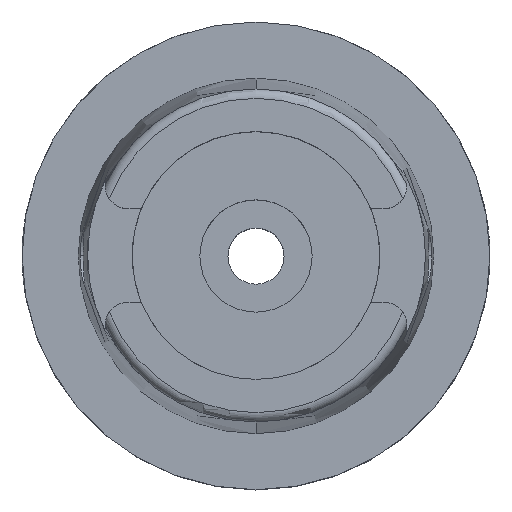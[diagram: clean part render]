
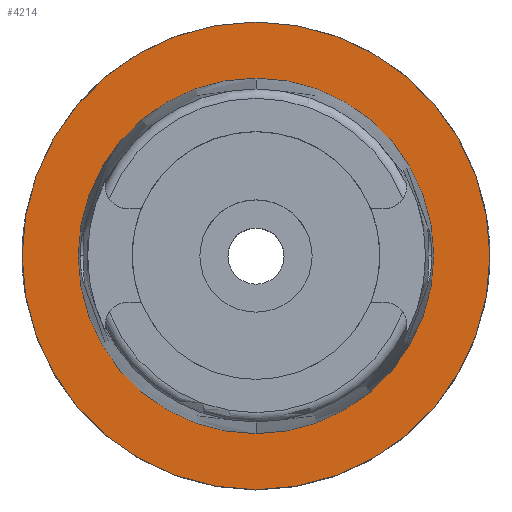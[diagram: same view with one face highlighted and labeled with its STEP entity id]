
A CAD part, top view. The second image highlights one B-rep face of the part: STEP entity #4214.
In plain terms, the highlighted planar face has unit normal (0, 0, 1).
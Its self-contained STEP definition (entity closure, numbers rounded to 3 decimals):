
#1982=CARTESIAN_POINT('',(0.,0.,0.));
#1983=DIRECTION('',(0.,0.,-1.));
#1984=DIRECTION('',(0.,-1.,0.));
#1985=AXIS2_PLACEMENT_3D('',#1982,#1983,#1984);
#1990=CARTESIAN_POINT('',(0.,0.,0.));
#1991=DIRECTION('',(0.,0.,-1.));
#1992=DIRECTION('',(0.,1.,0.));
#1993=AXIS2_PLACEMENT_3D('',#1990,#1991,#1992);
#1998=CARTESIAN_POINT('',(0.,0.,0.));
#1999=DIRECTION('',(0.,0.,1.));
#2000=DIRECTION('',(0.,-1.,0.));
#2001=AXIS2_PLACEMENT_3D('',#1998,#1999,#2000);
#2006=CARTESIAN_POINT('',(0.,0.,0.));
#2007=DIRECTION('',(0.,0.,1.));
#2008=DIRECTION('',(0.,1.,0.));
#2009=AXIS2_PLACEMENT_3D('',#2006,#2007,#2008);
#2470=CARTESIAN_POINT('',(0.,-38.,0.));
#2471=VERTEX_POINT('',#2470);
#2472=CARTESIAN_POINT('',(0.,38.,0.));
#2473=VERTEX_POINT('',#2472);
#2727=CARTESIAN_POINT('',(0.,50.,0.));
#2728=VERTEX_POINT('',#2727);
#2729=CARTESIAN_POINT('',(0.,-50.,0.));
#2730=VERTEX_POINT('',#2729);
#4201=CARTESIAN_POINT('',(0.,0.,0.));
#4202=DIRECTION('',(0.,0.,-1.));
#4203=DIRECTION('',(0.,-1.,0.));
#4204=AXIS2_PLACEMENT_3D('',#4201,#4202,#4203);
#4205=PLANE('',#4204);
#4206=ORIENTED_EDGE('',*,*,#3966,.T.);
#4207=ORIENTED_EDGE('',*,*,#4075,.T.);
#4208=EDGE_LOOP('',(#4206,#4207));
#4209=FACE_OUTER_BOUND('',#4208,.F.);
#4210=ORIENTED_EDGE('',*,*,#2986,.T.);
#4211=ORIENTED_EDGE('',*,*,#2957,.T.);
#4212=EDGE_LOOP('',(#4210,#4211));
#4213=FACE_BOUND('',#4212,.F.);
#1986=CIRCLE('',#1985,50.);
#1994=CIRCLE('',#1993,50.);
#2002=CIRCLE('',#2001,38.);
#2010=CIRCLE('',#2009,38.);
#2957=EDGE_CURVE('',#2473,#2471,#2010,.T.);
#2986=EDGE_CURVE('',#2471,#2473,#2002,.T.);
#3966=EDGE_CURVE('',#2730,#2728,#1986,.T.);
#4075=EDGE_CURVE('',#2728,#2730,#1994,.T.);
#4214=ADVANCED_FACE('',(#4209,#4213),#4205,.F.);
